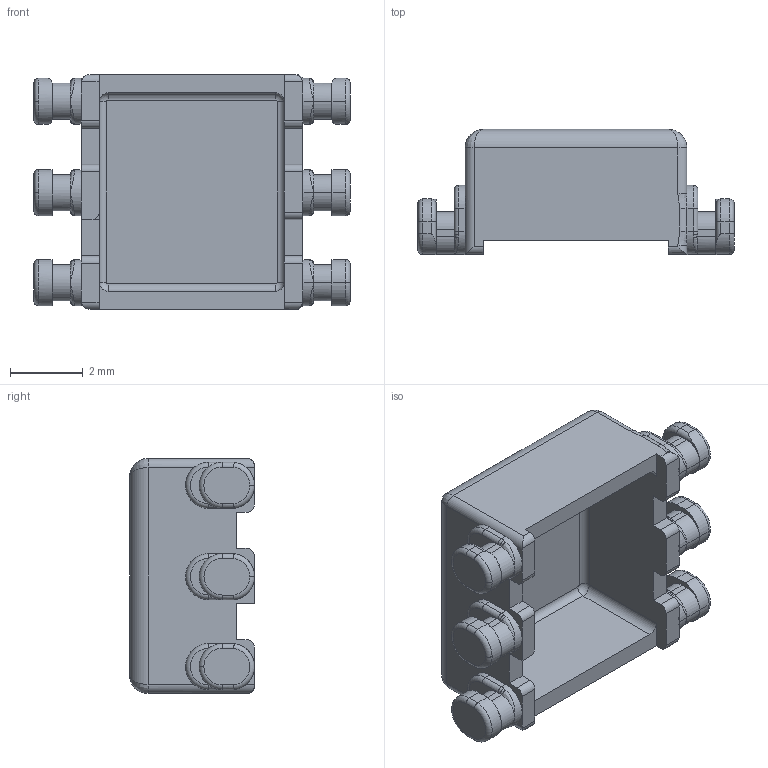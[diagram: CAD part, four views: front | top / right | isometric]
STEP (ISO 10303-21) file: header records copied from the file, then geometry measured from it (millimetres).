
FILE_DESCRIPTION (( 'STEP AP214' ), '1' );
FILE_NAME ('TOR_0593.STEP', '2019-02-01T15:09:21', ( '' ), ( '' ), 'SwSTEP 2.0', 'SolidWorks 2017', '' );
FILE_SCHEMA (( 'AUTOMOTIVE_DESIGN' ));
Length unit declared in the file: millimetre
Products named in the file (2): 250-0593_6B; TOR_0593
Assembly tree (1 placements, depth 2):
  TOR_0593
    250-0593_6B
Bounding box: 8.72 x 3.44 x 6.48 mm (x, y, z)
Volume: 54.4 mm3; surface area: 252.1 mm2
Topology: 1 solids, 1 shells, 286 faces, 725 edges, 425 vertices
Faces by surface type: cylinder 114, plane 94, torus 46, bspline 32
Entity records: 9182 total; most frequent: CARTESIAN_POINT 2368, DIRECTION 1480, ORIENTED_EDGE 1418, EDGE_CURVE 709, AXIS2_PLACEMENT_3D 569, VERTEX_POINT 425, VECTOR 342, LINE 342
